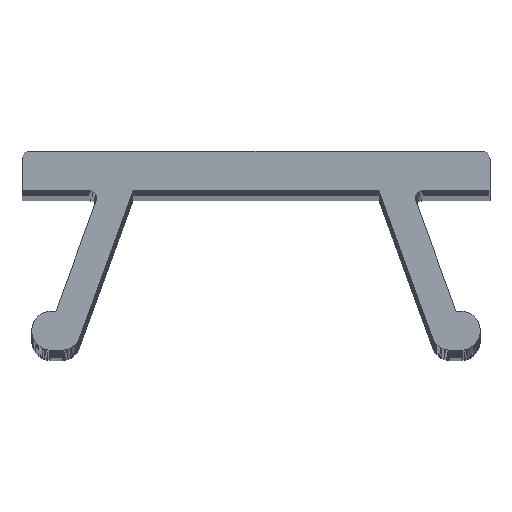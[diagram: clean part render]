
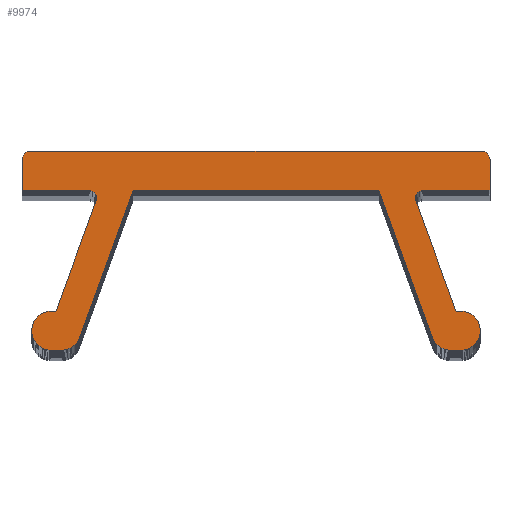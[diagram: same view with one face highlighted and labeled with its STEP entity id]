
A CAD part, top view. The second image highlights one B-rep face of the part: STEP entity #9974.
In plain terms, the highlighted planar face has unit normal (0, 0, 1).
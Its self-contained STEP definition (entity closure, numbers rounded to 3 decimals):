
#3569=DIRECTION('',(1.,0.,0.));
#3570=VECTOR('',#3569,6.3);
#3571=CARTESIAN_POINT('',(-3.15,4.1,146.75));
#3572=LINE('',#3571,#3570);
#3573=DIRECTION('',(0.342,0.94,0.));
#3574=VECTOR('',#3573,4.013);
#3575=CARTESIAN_POINT('',(-4.523,0.329,146.75));
#3576=LINE('',#3575,#3574);
#3577=CARTESIAN_POINT('',(-4.992,0.5,146.75));
#3578=DIRECTION('',(0.,0.,1.));
#3579=DIRECTION('',(0.,-1.,0.));
#3580=AXIS2_PLACEMENT_3D('',#3577,#3578,#3579);
#3582=DIRECTION('',(1.,0.,0.));
#3583=VECTOR('',#3582,0.256);
#3584=CARTESIAN_POINT('',(-5.249,0.,146.75));
#3585=LINE('',#3584,#3583);
#3586=CARTESIAN_POINT('',(-5.249,0.5,146.75));
#3587=DIRECTION('',(0.,0.,1.));
#3588=DIRECTION('',(0.,1.,0.));
#3589=AXIS2_PLACEMENT_3D('',#3586,#3587,#3588);
#3591=DIRECTION('',(-1.,0.,0.));
#3592=VECTOR('',#3591,0.119);
#3593=CARTESIAN_POINT('',(-5.13,1.,146.75));
#3594=LINE('',#3593,#3592);
#3595=DIRECTION('',(-0.342,-0.94,0.));
#3596=VECTOR('',#3595,3.013);
#3597=CARTESIAN_POINT('',(-4.099,3.832,146.75));
#3598=LINE('',#3597,#3596);
#3599=CARTESIAN_POINT('',(-4.287,3.9,146.75));
#3600=DIRECTION('',(0.,0.,-1.));
#3601=DIRECTION('',(0.,1.,0.));
#3602=AXIS2_PLACEMENT_3D('',#3599,#3600,#3601);
#3604=DIRECTION('',(1.,0.,0.));
#3605=VECTOR('',#3604,1.713);
#3606=CARTESIAN_POINT('',(-6.,4.1,146.75));
#3607=LINE('',#3606,#3605);
#3608=DIRECTION('',(0.,-1.,0.));
#3609=VECTOR('',#3608,0.8);
#3610=CARTESIAN_POINT('',(-6.,4.9,146.75));
#3611=LINE('',#3610,#3609);
#3612=CARTESIAN_POINT('',(-5.8,4.9,146.75));
#3613=DIRECTION('',(0.,0.,1.));
#3614=DIRECTION('',(0.,1.,0.));
#3615=AXIS2_PLACEMENT_3D('',#3612,#3613,#3614);
#3617=DIRECTION('',(-1.,0.,0.));
#3618=VECTOR('',#3617,11.6);
#3619=CARTESIAN_POINT('',(5.8,5.1,146.75));
#3620=LINE('',#3619,#3618);
#3621=CARTESIAN_POINT('',(5.8,4.9,146.75));
#3622=DIRECTION('',(0.,0.,1.));
#3623=DIRECTION('',(1.,0.,0.));
#3624=AXIS2_PLACEMENT_3D('',#3621,#3622,#3623);
#3626=DIRECTION('',(0.,1.,0.));
#3627=VECTOR('',#3626,0.8);
#3628=CARTESIAN_POINT('',(6.,4.1,146.75));
#3629=LINE('',#3628,#3627);
#3630=DIRECTION('',(1.,0.,0.));
#3631=VECTOR('',#3630,1.713);
#3632=CARTESIAN_POINT('',(4.287,4.1,146.75));
#3633=LINE('',#3632,#3631);
#3634=CARTESIAN_POINT('',(4.287,3.9,146.75));
#3635=DIRECTION('',(0.,0.,-1.));
#3636=DIRECTION('',(-0.94,-0.342,0.));
#3637=AXIS2_PLACEMENT_3D('',#3634,#3635,#3636);
#3639=DIRECTION('',(-0.342,0.94,0.));
#3640=VECTOR('',#3639,3.013);
#3641=CARTESIAN_POINT('',(5.13,1.,146.75));
#3642=LINE('',#3641,#3640);
#3643=DIRECTION('',(-1.,0.,0.));
#3644=VECTOR('',#3643,0.119);
#3645=CARTESIAN_POINT('',(5.249,1.,146.75));
#3646=LINE('',#3645,#3644);
#3647=CARTESIAN_POINT('',(5.249,0.5,146.75));
#3648=DIRECTION('',(0.,0.,1.));
#3649=DIRECTION('',(0.,-1.,0.));
#3650=AXIS2_PLACEMENT_3D('',#3647,#3648,#3649);
#3652=DIRECTION('',(1.,0.,0.));
#3653=VECTOR('',#3652,0.256);
#3654=CARTESIAN_POINT('',(4.992,0.,146.75));
#3655=LINE('',#3654,#3653);
#3656=CARTESIAN_POINT('',(4.992,0.5,146.75));
#3657=DIRECTION('',(0.,0.,1.));
#3658=DIRECTION('',(-0.94,-0.342,0.));
#3659=AXIS2_PLACEMENT_3D('',#3656,#3657,#3658);
#3661=DIRECTION('',(0.342,-0.94,0.));
#3662=VECTOR('',#3661,4.013);
#3663=CARTESIAN_POINT('',(3.15,4.1,146.75));
#3664=LINE('',#3663,#3662);
#4497=CARTESIAN_POINT('',(-3.15,4.1,146.75));
#4498=CARTESIAN_POINT('',(3.15,4.1,146.75));
#4499=VERTEX_POINT('',#4497);
#4500=VERTEX_POINT('',#4498);
#4501=CARTESIAN_POINT('',(4.523,0.329,146.75));
#4502=VERTEX_POINT('',#4501);
#4503=CARTESIAN_POINT('',(4.992,0.,146.75));
#4504=VERTEX_POINT('',#4503);
#4505=CARTESIAN_POINT('',(5.249,0.,146.75));
#4506=VERTEX_POINT('',#4505);
#4507=CARTESIAN_POINT('',(5.249,1.,146.75));
#4508=VERTEX_POINT('',#4507);
#4509=CARTESIAN_POINT('',(5.13,1.,146.75));
#4510=VERTEX_POINT('',#4509);
#4511=CARTESIAN_POINT('',(4.099,3.832,146.75));
#4512=VERTEX_POINT('',#4511);
#4513=CARTESIAN_POINT('',(4.287,4.1,146.75));
#4514=VERTEX_POINT('',#4513);
#4515=CARTESIAN_POINT('',(6.,4.1,146.75));
#4516=VERTEX_POINT('',#4515);
#4517=CARTESIAN_POINT('',(6.,4.9,146.75));
#4518=VERTEX_POINT('',#4517);
#4519=CARTESIAN_POINT('',(5.8,5.1,146.75));
#4520=VERTEX_POINT('',#4519);
#4521=CARTESIAN_POINT('',(-5.8,5.1,146.75));
#4522=VERTEX_POINT('',#4521);
#4523=CARTESIAN_POINT('',(-6.,4.9,146.75));
#4524=VERTEX_POINT('',#4523);
#4525=CARTESIAN_POINT('',(-6.,4.1,146.75));
#4526=VERTEX_POINT('',#4525);
#4527=CARTESIAN_POINT('',(-4.287,4.1,146.75));
#4528=VERTEX_POINT('',#4527);
#4529=CARTESIAN_POINT('',(-4.099,3.832,146.75));
#4530=VERTEX_POINT('',#4529);
#4531=CARTESIAN_POINT('',(-5.13,1.,146.75));
#4532=VERTEX_POINT('',#4531);
#4533=CARTESIAN_POINT('',(-5.249,1.,146.75));
#4534=VERTEX_POINT('',#4533);
#4535=CARTESIAN_POINT('',(-5.249,0.,146.75));
#4536=VERTEX_POINT('',#4535);
#4537=CARTESIAN_POINT('',(-4.992,0.,146.75));
#4538=VERTEX_POINT('',#4537);
#4539=CARTESIAN_POINT('',(-4.523,0.329,146.75));
#4540=VERTEX_POINT('',#4539);
#9945=CARTESIAN_POINT('',(0.,0.,146.75));
#9946=DIRECTION('',(0.,0.,1.));
#9947=DIRECTION('',(1.,0.,0.));
#9948=AXIS2_PLACEMENT_3D('',#9945,#9946,#9947);
#9949=PLANE('',#9948);
#9950=ORIENTED_EDGE('',*,*,#9800,.F.);
#9951=ORIENTED_EDGE('',*,*,#9814,.F.);
#9952=ORIENTED_EDGE('',*,*,#9828,.F.);
#9953=ORIENTED_EDGE('',*,*,#9842,.F.);
#9954=ORIENTED_EDGE('',*,*,#9856,.F.);
#9955=ORIENTED_EDGE('',*,*,#9870,.F.);
#9956=ORIENTED_EDGE('',*,*,#9884,.F.);
#9957=ORIENTED_EDGE('',*,*,#9898,.F.);
#9958=ORIENTED_EDGE('',*,*,#9912,.F.);
#9959=ORIENTED_EDGE('',*,*,#9926,.F.);
#9960=ORIENTED_EDGE('',*,*,#9939,.F.);
#9961=ORIENTED_EDGE('',*,*,#5277,.F.);
#9962=ORIENTED_EDGE('',*,*,#9660,.F.);
#9963=ORIENTED_EDGE('',*,*,#9674,.F.);
#9964=ORIENTED_EDGE('',*,*,#9688,.F.);
#9965=ORIENTED_EDGE('',*,*,#9702,.F.);
#9966=ORIENTED_EDGE('',*,*,#9716,.F.);
#9967=ORIENTED_EDGE('',*,*,#9730,.F.);
#9968=ORIENTED_EDGE('',*,*,#9744,.F.);
#9969=ORIENTED_EDGE('',*,*,#9758,.F.);
#9970=ORIENTED_EDGE('',*,*,#9772,.F.);
#9971=ORIENTED_EDGE('',*,*,#9786,.F.);
#9972=EDGE_LOOP('',(#9950,#9951,#9952,#9953,#9954,#9955,#9956,#9957,#9958,#9959,
#9960,#9961,#9962,#9963,#9964,#9965,#9966,#9967,#9968,#9969,#9970,#9971));
#9973=FACE_OUTER_BOUND('',#9972,.F.);
#9974=ADVANCED_FACE('',(#9973),#9949,.T.);
#3581=CIRCLE('',#3580,0.5);
#3590=CIRCLE('',#3589,0.5);
#3603=CIRCLE('',#3602,0.2);
#3616=CIRCLE('',#3615,0.2);
#3625=CIRCLE('',#3624,0.2);
#3638=CIRCLE('',#3637,0.2);
#3651=CIRCLE('',#3650,0.5);
#3660=CIRCLE('',#3659,0.5);
#5277=EDGE_CURVE('',#4520,#4522,#3620,.T.);
#9660=EDGE_CURVE('',#4518,#4520,#3625,.T.);
#9674=EDGE_CURVE('',#4516,#4518,#3629,.T.);
#9688=EDGE_CURVE('',#4514,#4516,#3633,.T.);
#9702=EDGE_CURVE('',#4512,#4514,#3638,.T.);
#9716=EDGE_CURVE('',#4510,#4512,#3642,.T.);
#9730=EDGE_CURVE('',#4508,#4510,#3646,.T.);
#9744=EDGE_CURVE('',#4506,#4508,#3651,.T.);
#9758=EDGE_CURVE('',#4504,#4506,#3655,.T.);
#9772=EDGE_CURVE('',#4502,#4504,#3660,.T.);
#9786=EDGE_CURVE('',#4500,#4502,#3664,.T.);
#9800=EDGE_CURVE('',#4499,#4500,#3572,.T.);
#9814=EDGE_CURVE('',#4540,#4499,#3576,.T.);
#9828=EDGE_CURVE('',#4538,#4540,#3581,.T.);
#9842=EDGE_CURVE('',#4536,#4538,#3585,.T.);
#9856=EDGE_CURVE('',#4534,#4536,#3590,.T.);
#9870=EDGE_CURVE('',#4532,#4534,#3594,.T.);
#9884=EDGE_CURVE('',#4530,#4532,#3598,.T.);
#9898=EDGE_CURVE('',#4528,#4530,#3603,.T.);
#9912=EDGE_CURVE('',#4526,#4528,#3607,.T.);
#9926=EDGE_CURVE('',#4524,#4526,#3611,.T.);
#9939=EDGE_CURVE('',#4522,#4524,#3616,.T.);
